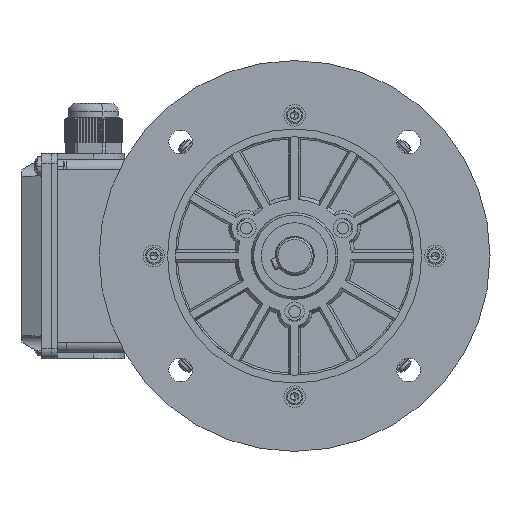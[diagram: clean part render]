
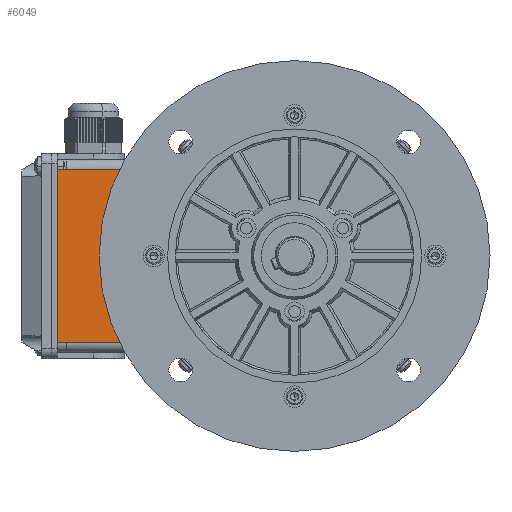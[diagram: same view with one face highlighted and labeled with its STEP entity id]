
A CAD part, left-side view. The second image highlights one B-rep face of the part: STEP entity #6049.
In plain terms, the highlighted face is planar.
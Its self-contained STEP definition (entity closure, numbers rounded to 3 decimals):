
#6049 = ADVANCED_FACE ( 'NONE', ( #28996 ), #116305, .F. ) ;
#9070 = EDGE_CURVE ( 'NONE', #70530, #24447, #97335, .T. ) ;
#11829 = VECTOR ( 'NONE', #36621, 1000. ) ;
#13290 = DIRECTION ( 'NONE',  ( 0., 0., 1. ) ) ;
#21564 = CARTESIAN_POINT ( 'NONE',  ( -44.5, 68., 5. ) ) ;
#23376 = ORIENTED_EDGE ( 'NONE', *, *, #99328, .F. ) ;
#24447 = VERTEX_POINT ( 'NONE', #118295 ) ;
#25700 = CARTESIAN_POINT ( 'NONE',  ( -44.5, 68., 39.5 ) ) ;
#28996 = FACE_OUTER_BOUND ( 'NONE', #119821, .T. ) ;
#35341 = CARTESIAN_POINT ( 'NONE',  ( 44.5, 68., 5. ) ) ;
#36621 = DIRECTION ( 'NONE',  ( 1., 0., 0. ) ) ;
#44752 = CARTESIAN_POINT ( 'NONE',  ( -44.5, 68., 39.5 ) ) ;
#49050 = CARTESIAN_POINT ( 'NONE',  ( -52.5, 68., 5. ) ) ;
#51633 = VERTEX_POINT ( 'NONE', #21564 ) ;
#59508 = VECTOR ( 'NONE', #94737, 1000. ) ;
#61516 = LINE ( 'NONE', #49050, #11829 ) ;
#64166 = VERTEX_POINT ( 'NONE', #35341 ) ;
#70481 = EDGE_CURVE ( 'NONE', #51633, #70530, #87987, .T. ) ;
#70530 = VERTEX_POINT ( 'NONE', #44752 ) ;
#70630 = VECTOR ( 'NONE', #72447, 1000. ) ;
#70699 = VECTOR ( 'NONE', #13290, 1000. ) ;
#72447 = DIRECTION ( 'NONE',  ( 1., 0., 0. ) ) ;
#77295 = ORIENTED_EDGE ( 'NONE', *, *, #80254, .T. ) ;
#79009 = DIRECTION ( 'NONE',  ( 0., 0., -1. ) ) ;
#80254 = EDGE_CURVE ( 'NONE', #24447, #64166, #119612, .T. ) ;
#84881 = CARTESIAN_POINT ( 'NONE',  ( -52.5, 68., 39.5 ) ) ;
#87987 = LINE ( 'NONE', #25700, #70699 ) ;
#90470 = ORIENTED_EDGE ( 'NONE', *, *, #9070, .T. ) ;
#91424 = DIRECTION ( 'NONE',  ( 0., -1., 0. ) ) ;
#94737 = DIRECTION ( 'NONE',  ( 0., 0., -1. ) ) ;
#97335 = LINE ( 'NONE', #84881, #70630 ) ;
#97884 = AXIS2_PLACEMENT_3D ( 'NONE', #103857, #91424, #79009 ) ;
#99328 = EDGE_CURVE ( 'NONE', #51633, #64166, #61516, .T. ) ;
#103857 = CARTESIAN_POINT ( 'NONE',  ( -52.5, 68., 39.5 ) ) ;
#105342 = ORIENTED_EDGE ( 'NONE', *, *, #70481, .T. ) ;
#107146 = CARTESIAN_POINT ( 'NONE',  ( 44.5, 68., 39.5 ) ) ;
#116305 = PLANE ( 'NONE',  #97884 ) ;
#118295 = CARTESIAN_POINT ( 'NONE',  ( 44.5, 68., 39.5 ) ) ;
#119612 = LINE ( 'NONE', #107146, #59508 ) ;
#119821 = EDGE_LOOP ( 'NONE', ( #90470, #77295, #23376, #105342 ) ) ;
